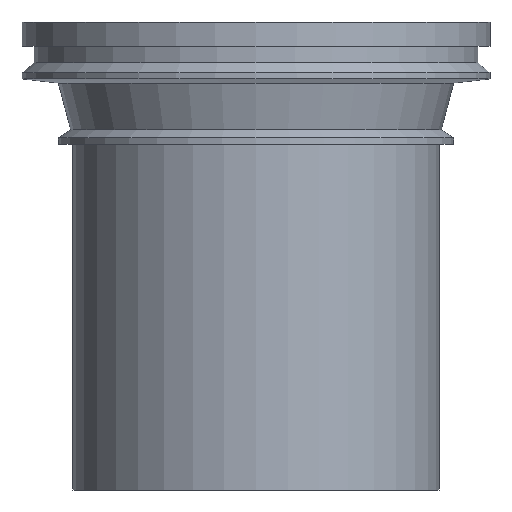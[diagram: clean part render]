
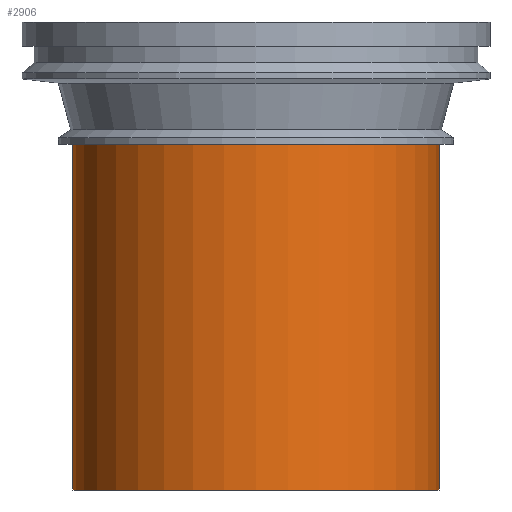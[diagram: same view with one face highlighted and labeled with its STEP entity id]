
A CAD part, front view. The second image highlights one B-rep face of the part: STEP entity #2906.
In plain terms, the highlighted cylindrical face has radius 45 mm (diameter 90 mm), a full revolution.
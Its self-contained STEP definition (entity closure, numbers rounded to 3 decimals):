
#538=CYLINDRICAL_SURFACE('',#3090,45.);
#607=ORIENTED_EDGE('',*,*,#1482,.T.);
#608=ORIENTED_EDGE('',*,*,#1484,.F.);
#1482=EDGE_CURVE('',#1922,#1922,#2224,.T.);
#1484=EDGE_CURVE('',#1924,#1924,#2226,.T.);
#1922=VERTEX_POINT('',#4240);
#1924=VERTEX_POINT('',#4246);
#2224=CIRCLE('',#3085,45.);
#2226=CIRCLE('',#3089,45.);
#2399=EDGE_LOOP('',(#607));
#2400=EDGE_LOOP('',(#608));
#2629=FACE_BOUND('',#2399,.T.);
#2630=FACE_BOUND('',#2400,.T.);
#2906=ADVANCED_FACE('',(#2629,#2630),#538,.T.);
#3085=AXIS2_PLACEMENT_3D('',#4239,#3405,#3406);
#3089=AXIS2_PLACEMENT_3D('',#4245,#3413,#3414);
#3090=AXIS2_PLACEMENT_3D('',#4247,#3415,#3416);
#3405=DIRECTION('',(0.,0.,1.));
#3406=DIRECTION('',(1.,0.,0.));
#3413=DIRECTION('',(0.,0.,1.));
#3414=DIRECTION('',(1.,0.,0.));
#3415=DIRECTION('',(0.,0.,1.));
#3416=DIRECTION('',(1.,0.,0.));
#4239=CARTESIAN_POINT('',(0.,0.,-85.));
#4240=CARTESIAN_POINT('',(45.,0.,-85.));
#4245=CARTESIAN_POINT('',(0.,0.,0.));
#4246=CARTESIAN_POINT('',(45.,0.,0.));
#4247=CARTESIAN_POINT('',(0.,0.,50.));
